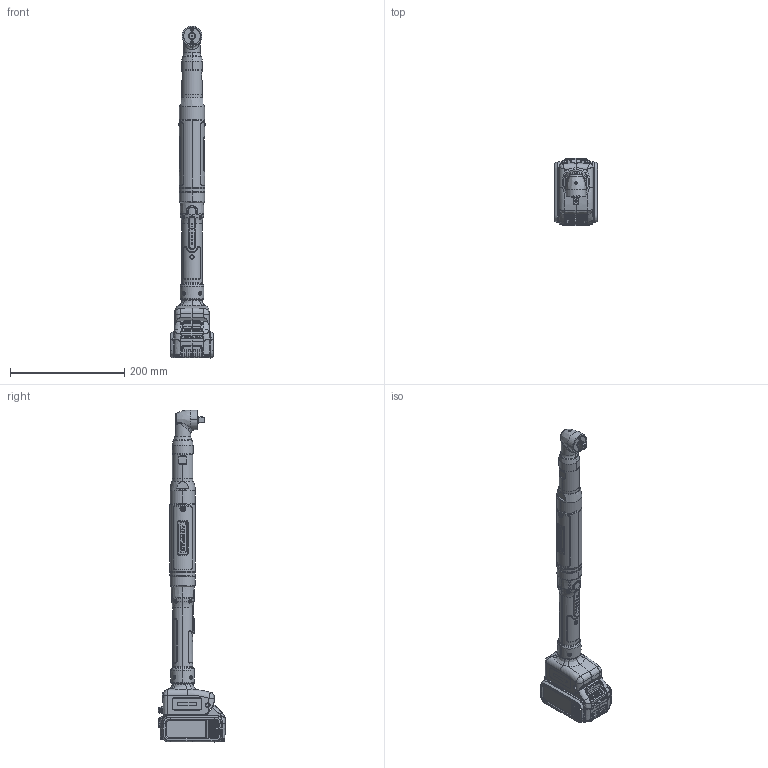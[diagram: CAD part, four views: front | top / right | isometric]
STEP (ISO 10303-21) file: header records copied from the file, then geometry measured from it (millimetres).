
FILE_DESCRIPTION((''),'2;1');
FILE_NAME('B23LA18-42','2016-01-11T',('TAS0721'),(''),'PRO/ENGINEER BY PARAMETRIC TECHNOLOGY CORPORATION, 2010430','PRO/ENGINEER BY PARAMETRIC TECHNOLOGY CORPORATION, 2010430','');
FILE_SCHEMA(('CONFIG_CONTROL_DESIGN'));
Length unit declared in the file: inch
Products named in the file (1): B23LA18-42
Bounding box: 75.5 x 118.35 x 580.64 mm (x, y, z)
Surface area: 110749.9 mm2 (no closed solid volume)
Topology: 0 solids, 162 shells, 846 faces, 4388 edges, 3619 vertices
Faces by surface type: bspline 355, cylinder 205, plane 128, cone 63, torus 62, extrusion 29, sphere 2, revolution 2
Entity records: 78803 total; most frequent: CARTESIAN_POINT 50362, ORIENTED_EDGE 5530, EDGE_CURVE 4382, DIRECTION 4151, VERTEX_POINT 3619, B_SPLINE_CURVE_WITH_KNOTS 2160, AXIS2_PLACEMENT_3D 1407, VECTOR 1335
